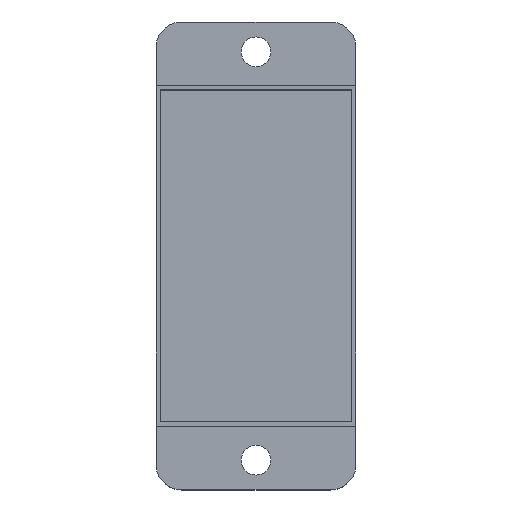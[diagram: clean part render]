
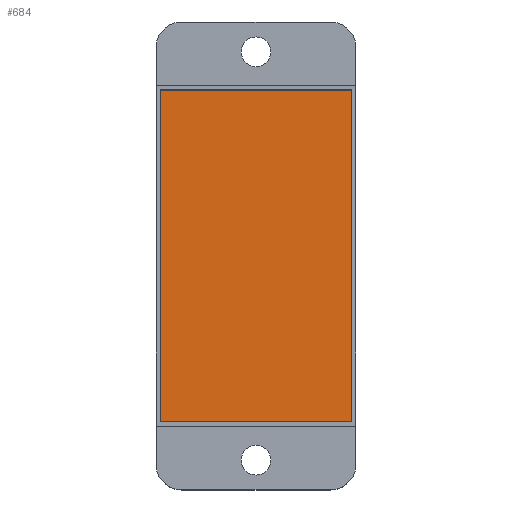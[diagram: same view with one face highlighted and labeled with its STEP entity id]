
A CAD part, top view. The second image highlights one B-rep face of the part: STEP entity #684.
In plain terms, the highlighted planar face has unit normal (0, 0, 1).
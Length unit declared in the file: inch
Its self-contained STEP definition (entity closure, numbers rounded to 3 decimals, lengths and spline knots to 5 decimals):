
#233=DIRECTION('',(0.,-1.,0.));
#234=VECTOR('',#233,1.53543);
#235=CARTESIAN_POINT('',(-0.44291,0.76772,
0.30512));
#236=LINE('',#235,#234);
#237=DIRECTION('',(-1.,0.,0.));
#238=VECTOR('',#237,0.88583);
#239=CARTESIAN_POINT('',(0.44291,0.76772,
0.30512));
#240=LINE('',#239,#238);
#241=DIRECTION('',(0.,1.,0.));
#242=VECTOR('',#241,1.53543);
#243=CARTESIAN_POINT('',(0.44291,-0.76772,
0.30512));
#244=LINE('',#243,#242);
#245=DIRECTION('',(1.,0.,0.));
#246=VECTOR('',#245,0.88583);
#247=CARTESIAN_POINT('',(-0.44291,-0.76772,
0.30512));
#248=LINE('',#247,#246);
#289=CARTESIAN_POINT('',(-0.44291,0.76772,
0.30512));
#290=CARTESIAN_POINT('',(-0.44291,-0.76772,
0.30512));
#291=VERTEX_POINT('',#289);
#292=VERTEX_POINT('',#290);
#293=CARTESIAN_POINT('',(0.44291,-0.76772,
0.30512));
#294=VERTEX_POINT('',#293);
#295=CARTESIAN_POINT('',(0.44291,0.76772,
0.30512));
#296=VERTEX_POINT('',#295);
#673=CARTESIAN_POINT('',(0.,0.,0.30512));
#674=DIRECTION('',(0.,0.,1.));
#675=DIRECTION('',(1.,0.,0.));
#676=AXIS2_PLACEMENT_3D('',#673,#674,#675);
#677=PLANE('',#676);
#678=ORIENTED_EDGE('',*,*,#625,.F.);
#679=ORIENTED_EDGE('',*,*,#640,.F.);
#680=ORIENTED_EDGE('',*,*,#654,.F.);
#681=ORIENTED_EDGE('',*,*,#667,.F.);
#682=EDGE_LOOP('',(#678,#679,#680,#681));
#683=FACE_OUTER_BOUND('',#682,.F.);
#684=ADVANCED_FACE('',(#683),#677,.T.);
#625=EDGE_CURVE('',#291,#292,#236,.T.);
#640=EDGE_CURVE('',#296,#291,#240,.T.);
#654=EDGE_CURVE('',#294,#296,#244,.T.);
#667=EDGE_CURVE('',#292,#294,#248,.T.);
